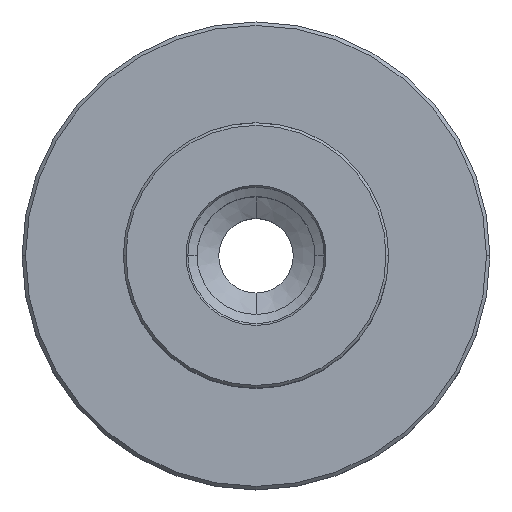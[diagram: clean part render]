
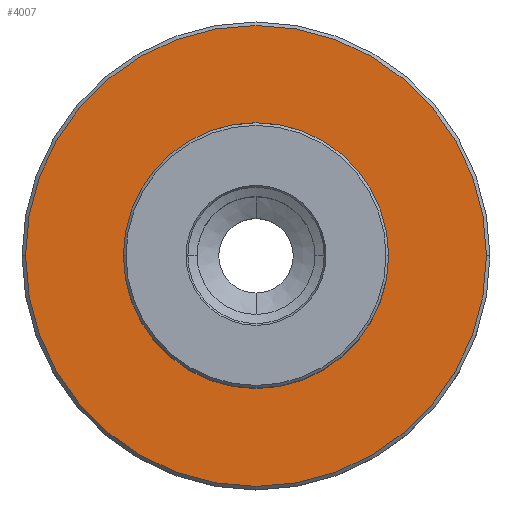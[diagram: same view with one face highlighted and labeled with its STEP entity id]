
A CAD part, top view. The second image highlights one B-rep face of the part: STEP entity #4007.
In plain terms, the highlighted planar face has unit normal (0, 0, 1).
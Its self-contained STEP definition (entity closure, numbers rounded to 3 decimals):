
#2703=EDGE_CURVE('NONE',#3129,#4035,#6223,.T.);
#3129=VERTEX_POINT('NONE',#6682);
#3193=EDGE_CURVE('NONE',#4035,#3129,#6749,.T.);
#4007=ADVANCED_FACE('NONE',(#7630,#7631),#7632,.F.);
#4035=VERTEX_POINT('NONE',#7664);
#4055=VERTEX_POINT('NONE',#7687);
#4169=EDGE_CURVE('NONE',#5091,#4055,#7810,.T.);
#4293=EDGE_CURVE('NONE',#4055,#5091,#7948,.T.);
#5091=VERTEX_POINT('NONE',#8859);
#6223=CIRCLE('',#11926,31.275);
#6682=CARTESIAN_POINT('',(-31.275,0.,0.0));
#6749=CIRCLE('',#13334,31.275);
#7630=FACE_OUTER_BOUND('',#15646,.T.);
#7631=FACE_BOUND('',#15647,.T.);
#7632=PLANE('',#15648);
#7664=CARTESIAN_POINT('',(31.275,0.,0.0));
#7687=CARTESIAN_POINT('',(17.8,0.,0.0));
#7810=CIRCLE('',#16195,17.8);
#7948=CIRCLE('',#16589,17.8);
#8859=CARTESIAN_POINT('',(-17.8,0.,0.0));
#11926=AXIS2_PLACEMENT_3D('',#20292,#20293,#20294);
#13334=AXIS2_PLACEMENT_3D('',#20704,#20705,#20706);
#15646=EDGE_LOOP('',(#21477,#21478));
#15647=EDGE_LOOP('',(#21479,#21480));
#15648=AXIS2_PLACEMENT_3D('',#21481,#21482,#21483);
#16195=AXIS2_PLACEMENT_3D('',#21642,#21643,#21644);
#16589=AXIS2_PLACEMENT_3D('',#21789,#21790,#21791);
#20292=CARTESIAN_POINT('',(0.0,0.0,0.0));
#20293=DIRECTION('',(0.0,0.0,-1.0));
#20294=DIRECTION('',(0.0,1.0,0.0));
#20704=CARTESIAN_POINT('',(0.0,0.0,0.0));
#20705=DIRECTION('',(0.0,0.0,-1.0));
#20706=DIRECTION('',(0.0,1.0,0.0));
#21477=ORIENTED_EDGE('',*,*,#2703,.F.);
#21478=ORIENTED_EDGE('',*,*,#3193,.F.);
#21479=ORIENTED_EDGE('',*,*,#4293,.T.);
#21480=ORIENTED_EDGE('',*,*,#4169,.T.);
#21481=CARTESIAN_POINT('',(0.0,0.0,0.0));
#21482=DIRECTION('',(0.0,0.0,-1.0));
#21483=DIRECTION('',(-1.0,0.0,0.0));
#21642=CARTESIAN_POINT('',(0.0,0.0,0.0));
#21643=DIRECTION('',(0.0,0.0,-1.0));
#21644=DIRECTION('',(0.0,1.0,0.0));
#21789=CARTESIAN_POINT('',(0.0,0.0,0.0));
#21790=DIRECTION('',(0.0,0.0,-1.0));
#21791=DIRECTION('',(0.0,1.0,0.0));
